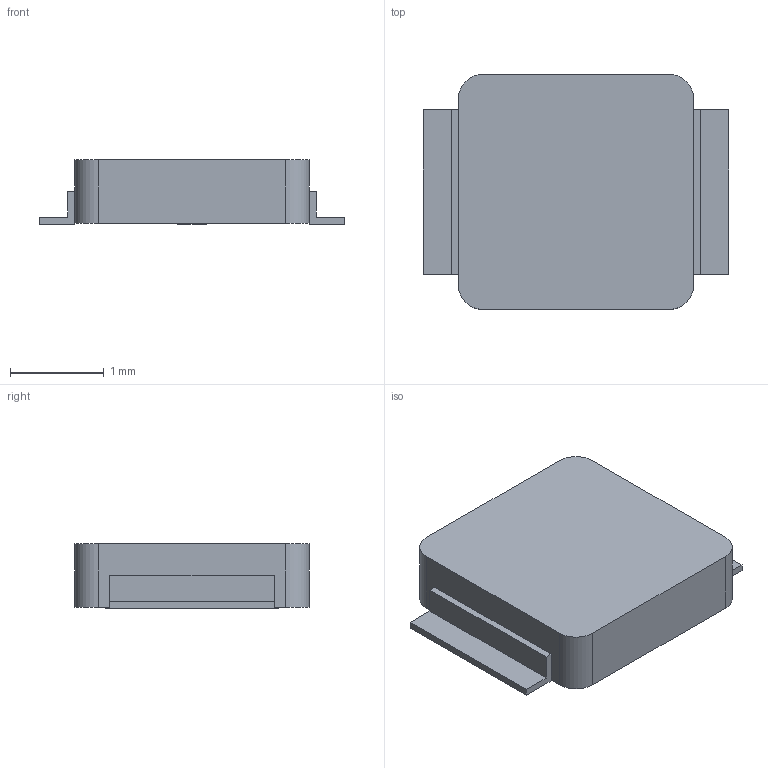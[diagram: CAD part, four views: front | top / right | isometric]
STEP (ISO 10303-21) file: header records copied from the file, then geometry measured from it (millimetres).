
FILE_DESCRIPTION(/* description */ (''),/* implementation_level */ '2;1');
FILE_NAME(/* name */ 'LED_LY_P47F v2.step',/* time_stamp */ '2019-05-28T11:04:50+01:00',/* author */ (''),/* organization */ (''),/* preprocessor_version */ 'ST-DEVELOPER v18',/* originating_system */ 'Autodesk Translation Framework v8.2.0.1029',/* authorisation */ '');
FILE_SCHEMA (('AUTOMOTIVE_DESIGN { 1 0 10303 214 3 1 1 }'));
Length unit declared in the file: millimetre
Products named in the file (1): LED_LY_P47F
Bounding box: 3.25 x 2.5 x 0.69 mm (x, y, z)
Volume: 4.4 mm3; surface area: 21.8 mm2
Topology: 1 solids, 1 shells, 31 faces, 80 edges, 52 vertices
Faces by surface type: plane 27, cylinder 4
Entity records: 1001 total; most frequent: CARTESIAN_POINT 164, ORIENTED_EDGE 160, DIRECTION 152, EDGE_CURVE 80, LINE 72, VECTOR 72, VERTEX_POINT 52, AXIS2_PLACEMENT_3D 40
